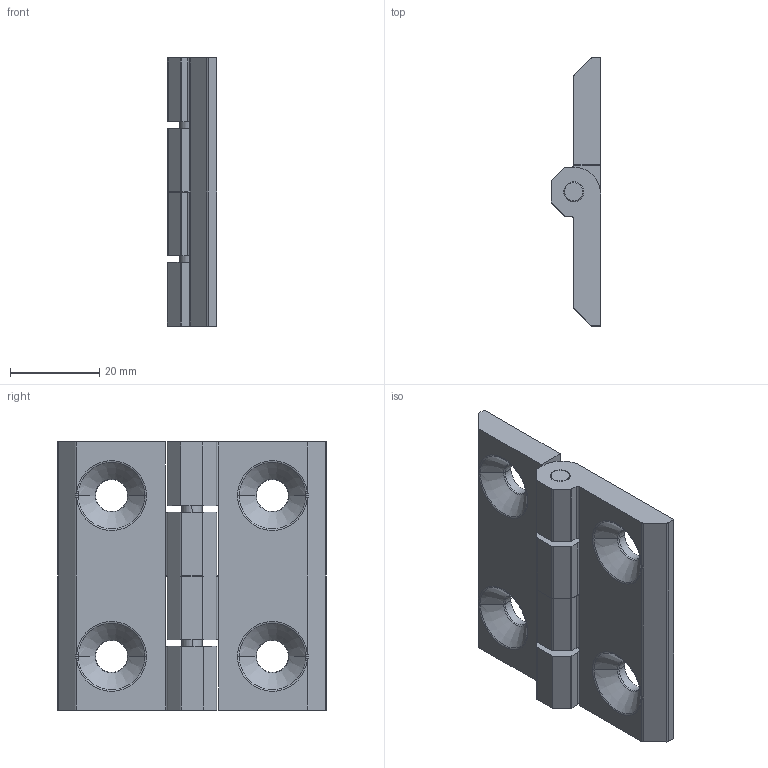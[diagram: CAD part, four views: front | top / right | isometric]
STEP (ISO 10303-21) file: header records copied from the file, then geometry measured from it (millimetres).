
FILE_DESCRIPTION(('CATIA V5 STEP Exchange'),'2;1');
FILE_NAME('215ZA060.stp','2017-12-29T08:45:45+00:00',('none'),('none'),'CATIA Version 5 Release 21 GA (IN-10)','CATIA V5 STEP AP203','none');
FILE_SCHEMA(('CONFIG_CONTROL_DESIGN'));
Length unit declared in the file: millimetre
Products named in the file (1): 215ZA060
Bounding box: 11 x 60 x 60 mm (x, y, z)
Volume: 20530.2 mm3; surface area: 11479.3 mm2
Topology: 3 solids, 3 shells, 136 faces, 352 edges, 210 vertices
Faces by surface type: cylinder 48, plane 44, torus 16, cone 12, sphere 8, bspline 8
Entity records: 4165 total; most frequent: CARTESIAN_POINT 1054, ORIENTED_EDGE 688, DIRECTION 516, EDGE_CURVE 344, AXIS2_PLACEMENT_3D 246, VERTEX_POINT 210, VECTOR 172, LINE 172
